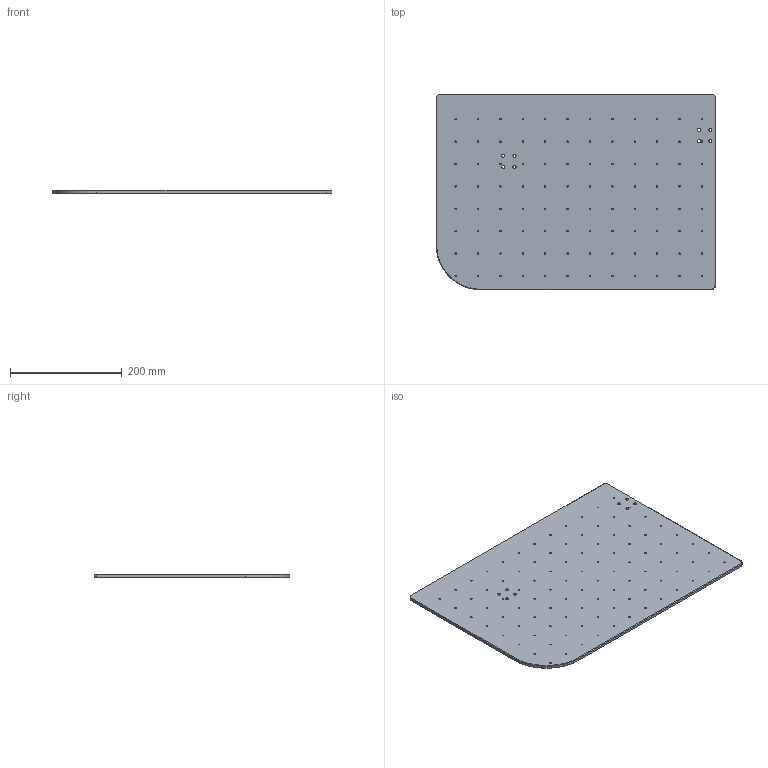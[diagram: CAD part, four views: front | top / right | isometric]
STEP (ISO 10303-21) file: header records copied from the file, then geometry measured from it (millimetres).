
FILE_DESCRIPTION(('FreeCAD Model'),'2;1');
FILE_NAME('Open CASCADE Shape Model','2024-04-15T18:52:37',(''),(''), 'Open CASCADE STEP processor 7.6','FreeCAD','Unknown');
FILE_SCHEMA(('AUTOMOTIVE_DESIGN { 1 0 10303 214 1 1 1 1 }'));
Length unit declared in the file: millimetre
Products named in the file (1): Body
Bounding box: 500 x 350 x 6 mm (x, y, z)
Volume: 1035859.3 mm3; surface area: 359181.7 mm2
Topology: 1 solids, 1 shells, 130 faces, 368 edges, 240 vertices
Faces by surface type: cylinder 106, plane 20, cone 4
Full cylindrical faces by diameter (mm): 2.5 x96, 5.5 x8
Entity records: 4758 total; most frequent: DIRECTION 846, CARTESIAN_POINT 739, ORIENTED_EDGE 736, EDGE_CURVE 368, AXIS2_PLACEMENT_3D 347, FACE_BOUND 338, EDGE_LOOP 338, VERTEX_POINT 240
